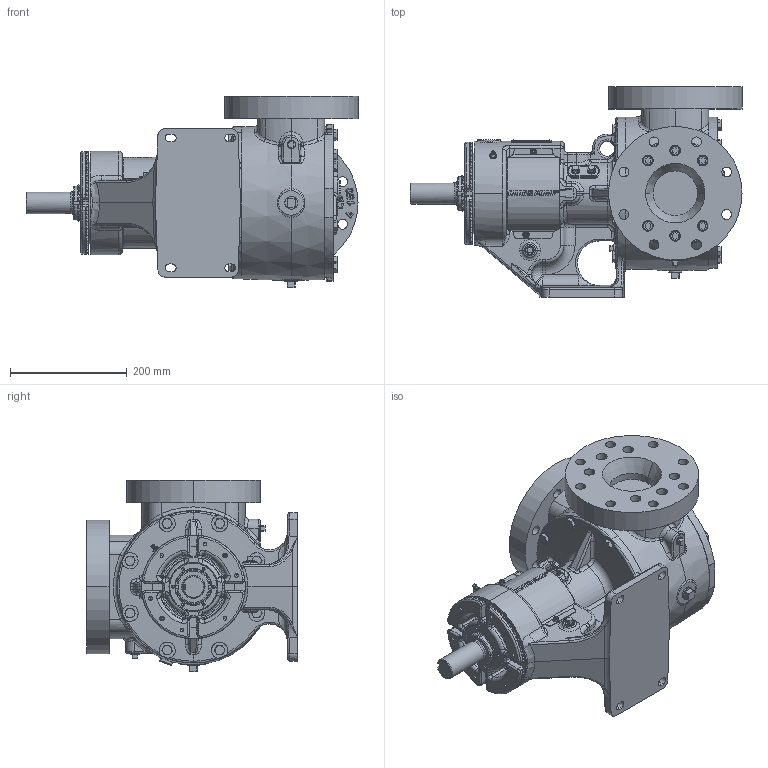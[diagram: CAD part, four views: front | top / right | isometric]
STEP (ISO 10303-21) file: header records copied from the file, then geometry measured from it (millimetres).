
FILE_DESCRIPTION (( 'STEP AP214' ), '1' );
FILE_NAME ('LV-4549.STEP', '2024-04-03T14:58:50', ( '' ), ( '' ), 'SwSTEP 2.0', 'SolidWorks 2022', '' );
FILE_SCHEMA (( 'AUTOMOTIVE_DESIGN' ));
Length unit declared in the file: inch
Products named in the file (1): LV-4549
Bounding box: 568.48 x 360.36 x 327.72 mm (x, y, z)
Volume: 17072432.9 mm3; surface area: 955735.6 mm2
Topology: 1 solids, 1 shells, 4472 faces, 11405 edges, 7144 vertices
Faces by surface type: plane 1535, bspline 1231, cylinder 954, cone 611, torus 83, sphere 58
Entity records: 249340 total; most frequent: CARTESIAN_POINT 94148, ORIENTED_EDGE 22648, DIRECTION 16442, EDGE_CURVE 11324, VERTEX_POINT 7141, AXIS2_PLACEMENT_3D 6194, EDGE_LOOP 4813, UNCERTAINTY_MEASURE_WITH_UNIT 4475
